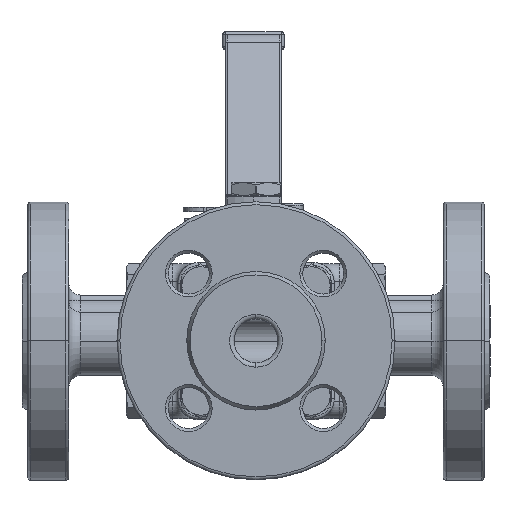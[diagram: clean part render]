
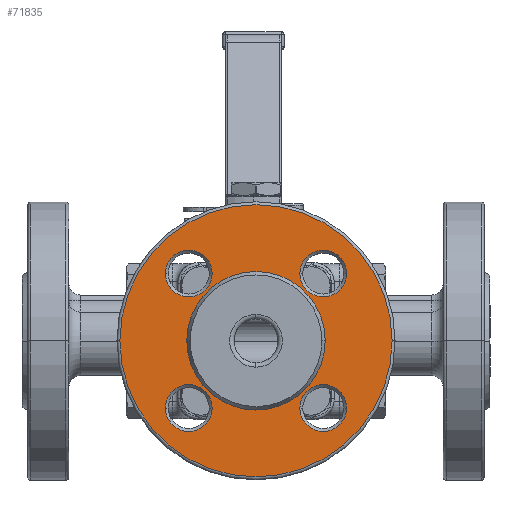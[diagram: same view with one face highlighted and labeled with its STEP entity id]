
A CAD part, top view. The second image highlights one B-rep face of the part: STEP entity #71835.
In plain terms, the highlighted planar face has unit normal (0, 0, 1).
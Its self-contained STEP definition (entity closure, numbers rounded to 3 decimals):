
#3413 = EDGE_CURVE ( 'NONE', #54305, #54301, #22814, .T. ) ;
#3628 = EDGE_CURVE ( 'NONE', #81039, #81042, #23005, .T. ) ;
#3637 = EDGE_CURVE ( 'NONE', #81040, #81041, #23020, .T. ) ;
#3722 = EDGE_CURVE ( 'NONE', #54270, #54259, #121726, .T. ) ;
#3726 = EDGE_CURVE ( 'NONE', #54282, #54278, #121731, .T. ) ;
#3734 = EDGE_CURVE ( 'NONE', #54293, #54290, #121744, .T. ) ;
#3860 = AXIS2_PLACEMENT_3D ( 'NONE', #10805, #10808, #10810 ) ;
#3922 = AXIS2_PLACEMENT_3D ( 'NONE', #11877, #11879, #11881 ) ;
#3929 = AXIS2_PLACEMENT_3D ( 'NONE', #11943, #11945, #11947 ) ;
#3983 = AXIS2_PLACEMENT_3D ( 'NONE', #113981, #113983, #113985 ) ;
#3985 = AXIS2_PLACEMENT_3D ( 'NONE', #114003, #114005, #114007 ) ;
#3989 = AXIS2_PLACEMENT_3D ( 'NONE', #114044, #114046, #114048 ) ;
#4238 = AXIS2_PLACEMENT_3D ( 'NONE', #4267, #4269, #4270 ) ;
#4239 = AXIS2_PLACEMENT_3D ( 'NONE', #4274, #4275, #4277 ) ;
#4267 = CARTESIAN_POINT ( 'NONE',  ( 0., 0., 77.95 ) ) ;
#4269 = DIRECTION ( 'NONE',  ( 0., 0., -1. ) ) ;
#4270 = DIRECTION ( 'NONE',  ( -1., 0., 0. ) ) ;
#4274 = CARTESIAN_POINT ( 'NONE',  ( 0., 0., 77.95 ) ) ;
#4275 = DIRECTION ( 'NONE',  ( 0., 0., -1. ) ) ;
#4277 = DIRECTION ( 'NONE',  ( -1., 0., 0. ) ) ;
#10805 = CARTESIAN_POINT ( 'NONE',  ( 22.981, 22.981, 77.95 ) ) ;
#10808 = DIRECTION ( 'NONE',  ( 0., 0., -1. ) ) ;
#10810 = DIRECTION ( 'NONE',  ( 0., 1., 0. ) ) ;
#11877 = CARTESIAN_POINT ( 'NONE',  ( 0., 0., 77.95 ) ) ;
#11879 = DIRECTION ( 'NONE',  ( 0., 0., -1. ) ) ;
#11881 = DIRECTION ( 'NONE',  ( -1., 0., 0. ) ) ;
#11943 = CARTESIAN_POINT ( 'NONE',  ( 0., 0., 77.95 ) ) ;
#11945 = DIRECTION ( 'NONE',  ( 0., 0., -1. ) ) ;
#11947 = DIRECTION ( 'NONE',  ( -1., 0., 0. ) ) ;
#13437 = ORIENTED_EDGE ( 'NONE', *, *, #3722, .T. ) ;
#13438 = ORIENTED_EDGE ( 'NONE', *, *, #61267, .T. ) ;
#13439 = ORIENTED_EDGE ( 'NONE', *, *, #3726, .T. ) ;
#13440 = ORIENTED_EDGE ( 'NONE', *, *, #61265, .T. ) ;
#13441 = ORIENTED_EDGE ( 'NONE', *, *, #3734, .T. ) ;
#13444 = ORIENTED_EDGE ( 'NONE', *, *, #61263, .T. ) ;
#13446 = ORIENTED_EDGE ( 'NONE', *, *, #3413, .T. ) ;
#13448 = ORIENTED_EDGE ( 'NONE', *, *, #61261, .T. ) ;
#13450 = ORIENTED_EDGE ( 'NONE', *, *, #3628, .F. ) ;
#13452 = ORIENTED_EDGE ( 'NONE', *, *, #36734, .F. ) ;
#13454 = ORIENTED_EDGE ( 'NONE', *, *, #3637, .T. ) ;
#13460 = ORIENTED_EDGE ( 'NONE', *, *, #36736, .T. ) ;
#22814 = CIRCLE ( 'NONE', #3860, 8. ) ;
#23005 = CIRCLE ( 'NONE', #3922, 46.5 ) ;
#23020 = CIRCLE ( 'NONE', #3929, 23.655 ) ;
#25348 = PLANE ( 'NONE',  #115016 ) ;
#25356 = CARTESIAN_POINT ( 'NONE',  ( 0., 23.655, 77.95 ) ) ;
#25357 = DIRECTION ( 'NONE',  ( 0., 0., -1. ) ) ;
#25358 = DIRECTION ( 'NONE',  ( -1., 0., 0. ) ) ;
#35056 = CIRCLE ( 'NONE', #4238, 46.5 ) ;
#35058 = CIRCLE ( 'NONE', #4239, 23.655 ) ;
#36734 = EDGE_CURVE ( 'NONE', #81042, #81039, #35056, .T. ) ;
#36736 = EDGE_CURVE ( 'NONE', #81041, #81040, #35058, .T. ) ;
#44480 = CARTESIAN_POINT ( 'NONE',  ( -30.981, -22.981, 77.95 ) ) ;
#44495 = CARTESIAN_POINT ( 'NONE',  ( -14.981, -22.981, 77.95 ) ) ;
#44498 = CARTESIAN_POINT ( 'NONE',  ( -30.981, 22.981, 77.95 ) ) ;
#44502 = CARTESIAN_POINT ( 'NONE',  ( -14.981, 22.981, 77.95 ) ) ;
#44509 = CARTESIAN_POINT ( 'NONE',  ( 30.981, -22.981, 77.95 ) ) ;
#44510 = CARTESIAN_POINT ( 'NONE',  ( 14.981, -22.981, 77.95 ) ) ;
#44512 = CARTESIAN_POINT ( 'NONE',  ( 14.981, 22.981, 77.95 ) ) ;
#44514 = CARTESIAN_POINT ( 'NONE',  ( 30.981, 22.981, 77.95 ) ) ;
#52449 = CIRCLE ( 'NONE', #91251, 8. ) ;
#52453 = CIRCLE ( 'NONE', #91256, 8. ) ;
#52457 = CIRCLE ( 'NONE', #91260, 8. ) ;
#52461 = CIRCLE ( 'NONE', #91265, 8. ) ;
#54259 = VERTEX_POINT ( 'NONE', #44480 ) ;
#54270 = VERTEX_POINT ( 'NONE', #44495 ) ;
#54278 = VERTEX_POINT ( 'NONE', #44498 ) ;
#54282 = VERTEX_POINT ( 'NONE', #44502 ) ;
#54290 = VERTEX_POINT ( 'NONE', #44510 ) ;
#54293 = VERTEX_POINT ( 'NONE', #44509 ) ;
#54301 = VERTEX_POINT ( 'NONE', #44512 ) ;
#54305 = VERTEX_POINT ( 'NONE', #44514 ) ;
#57342 = EDGE_LOOP ( 'NONE', ( #13441, #13444 ) ) ;
#57347 = EDGE_LOOP ( 'NONE', ( #13439, #13440 ) ) ;
#57370 = EDGE_LOOP ( 'NONE', ( #13446, #13448 ) ) ;
#57607 = EDGE_LOOP ( 'NONE', ( #13450, #13452 ) ) ;
#57610 = EDGE_LOOP ( 'NONE', ( #13454, #13460 ) ) ;
#57612 = EDGE_LOOP ( 'NONE', ( #13437, #13438 ) ) ;
#61261 = EDGE_CURVE ( 'NONE', #54301, #54305, #52449, .T. ) ;
#61263 = EDGE_CURVE ( 'NONE', #54290, #54293, #52453, .T. ) ;
#61265 = EDGE_CURVE ( 'NONE', #54278, #54282, #52457, .T. ) ;
#61267 = EDGE_CURVE ( 'NONE', #54259, #54270, #52461, .T. ) ;
#71835 = ADVANCED_FACE ( 'NONE', ( #86633, #86635, #86639, #86631, #86641, #86637 ), #25348, .F. ) ;
#81039 = VERTEX_POINT ( 'NONE', #87070 ) ;
#81040 = VERTEX_POINT ( 'NONE', #87088 ) ;
#81041 = VERTEX_POINT ( 'NONE', #87094 ) ;
#81042 = VERTEX_POINT ( 'NONE', #87092 ) ;
#86631 = FACE_BOUND ( 'NONE', #57370, .T. ) ;
#86633 = FACE_BOUND ( 'NONE', #57612, .T. ) ;
#86635 = FACE_BOUND ( 'NONE', #57347, .T. ) ;
#86637 = FACE_BOUND ( 'NONE', #57610, .T. ) ;
#86639 = FACE_BOUND ( 'NONE', #57342, .T. ) ;
#86641 = FACE_OUTER_BOUND ( 'NONE', #57607, .T. ) ;
#87070 = CARTESIAN_POINT ( 'NONE',  ( -46.5, 0., 77.95 ) ) ;
#87088 = CARTESIAN_POINT ( 'NONE',  ( -23.655, 0., 77.95 ) ) ;
#87092 = CARTESIAN_POINT ( 'NONE',  ( 46.5, 0., 77.95 ) ) ;
#87094 = CARTESIAN_POINT ( 'NONE',  ( 23.655, 0., 77.95 ) ) ;
#91251 = AXIS2_PLACEMENT_3D ( 'NONE', #118992, #118993, #118994 ) ;
#91256 = AXIS2_PLACEMENT_3D ( 'NONE', #118998, #118999, #119000 ) ;
#91260 = AXIS2_PLACEMENT_3D ( 'NONE', #119004, #119005, #119006 ) ;
#91265 = AXIS2_PLACEMENT_3D ( 'NONE', #119010, #119011, #119012 ) ;
#113981 = CARTESIAN_POINT ( 'NONE',  ( -22.981, -22.981, 77.95 ) ) ;
#113983 = DIRECTION ( 'NONE',  ( 0., 0., -1. ) ) ;
#113985 = DIRECTION ( 'NONE',  ( 0., 1., 0. ) ) ;
#114003 = CARTESIAN_POINT ( 'NONE',  ( -22.981, 22.981, 77.95 ) ) ;
#114005 = DIRECTION ( 'NONE',  ( 0., 0., -1. ) ) ;
#114007 = DIRECTION ( 'NONE',  ( 0., 1., 0. ) ) ;
#114044 = CARTESIAN_POINT ( 'NONE',  ( 22.981, -22.981, 77.95 ) ) ;
#114046 = DIRECTION ( 'NONE',  ( 0., 0., -1. ) ) ;
#114048 = DIRECTION ( 'NONE',  ( 0., 1., 0. ) ) ;
#115016 = AXIS2_PLACEMENT_3D ( 'NONE', #25356, #25357, #25358 ) ;
#118992 = CARTESIAN_POINT ( 'NONE',  ( 22.981, 22.981, 77.95 ) ) ;
#118993 = DIRECTION ( 'NONE',  ( 0., 0., -1. ) ) ;
#118994 = DIRECTION ( 'NONE',  ( 0., 1., 0. ) ) ;
#118998 = CARTESIAN_POINT ( 'NONE',  ( 22.981, -22.981, 77.95 ) ) ;
#118999 = DIRECTION ( 'NONE',  ( 0., 0., -1. ) ) ;
#119000 = DIRECTION ( 'NONE',  ( 0., 1., 0. ) ) ;
#119004 = CARTESIAN_POINT ( 'NONE',  ( -22.981, 22.981, 77.95 ) ) ;
#119005 = DIRECTION ( 'NONE',  ( 0., 0., -1. ) ) ;
#119006 = DIRECTION ( 'NONE',  ( 0., 1., 0. ) ) ;
#119010 = CARTESIAN_POINT ( 'NONE',  ( -22.981, -22.981, 77.95 ) ) ;
#119011 = DIRECTION ( 'NONE',  ( 0., 0., -1. ) ) ;
#119012 = DIRECTION ( 'NONE',  ( 0., 1., 0. ) ) ;
#121726 = CIRCLE ( 'NONE', #3983, 8. ) ;
#121731 = CIRCLE ( 'NONE', #3985, 8. ) ;
#121744 = CIRCLE ( 'NONE', #3989, 8. ) ;
